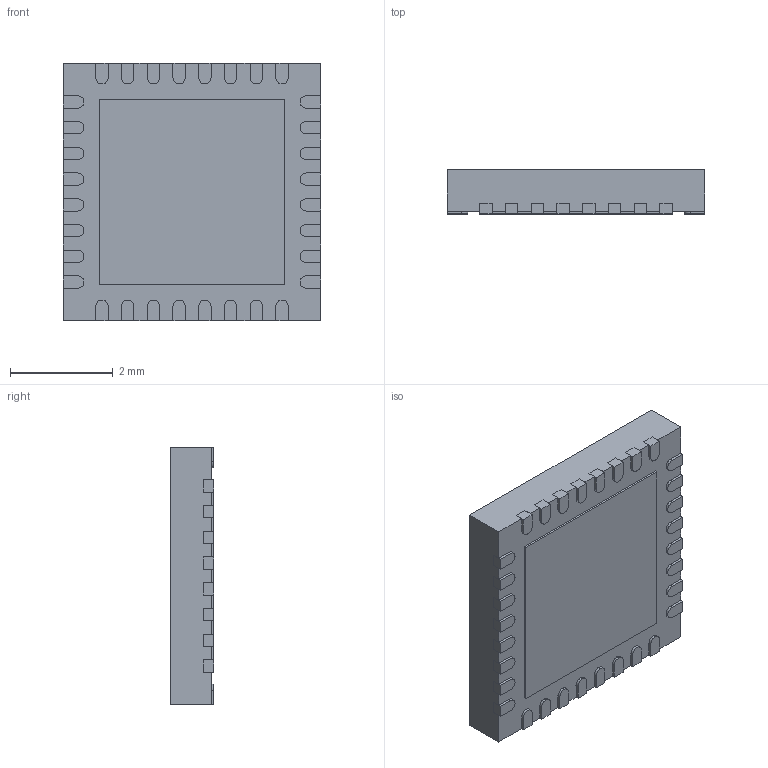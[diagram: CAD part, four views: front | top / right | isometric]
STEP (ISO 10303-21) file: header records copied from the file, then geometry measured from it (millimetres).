
FILE_DESCRIPTION (( 'STEP AP214' ), '1' );
FILE_NAME ('MC13202FCR2.STEP', '2024-05-21T18:46:40', ( '' ), ( '' ), 'SwSTEP 2.0', 'SolidWorks 2021', '' );
FILE_SCHEMA (( 'AUTOMOTIVE_DESIGN' ));
Length unit declared in the file: millimetre
Products named in the file (1): MC13202FCR2
Bounding box: 5 x 0.85 x 5 mm (x, y, z)
Volume: 20.8 mm3; surface area: 113.7 mm2
Topology: 35 solids, 35 shells, 365 faces, 876 edges, 584 vertices
Faces by surface type: plane 281, cylinder 84
Entity records: 10878 total; most frequent: CARTESIAN_POINT 1826, DIRECTION 1776, ORIENTED_EDGE 1752, EDGE_CURVE 876, VECTOR 708, LINE 708, VERTEX_POINT 584, AXIS2_PLACEMENT_3D 534
